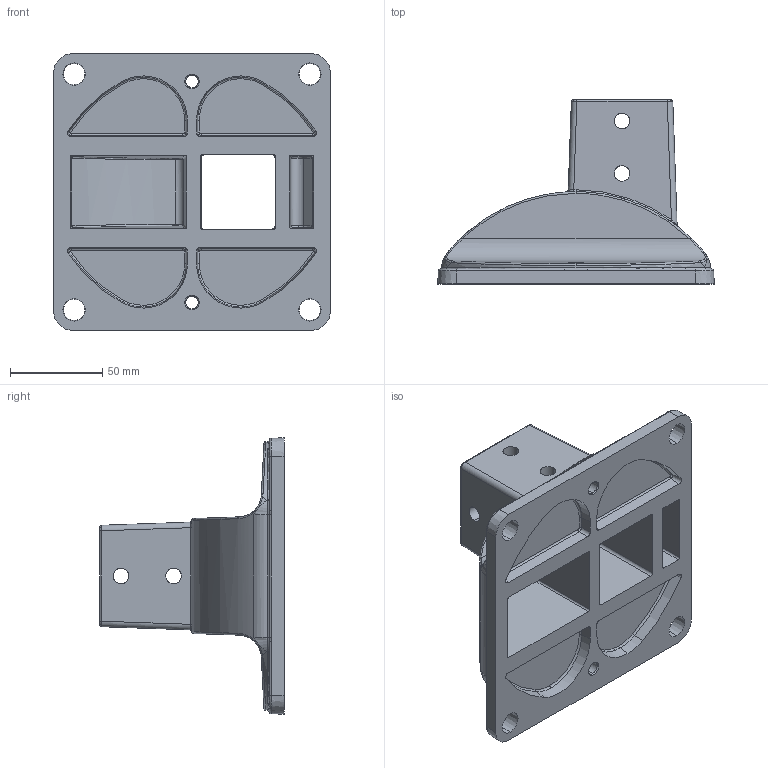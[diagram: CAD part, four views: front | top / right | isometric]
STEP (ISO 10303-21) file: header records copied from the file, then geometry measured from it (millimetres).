
FILE_DESCRIPTION(/* description */ (''),/* implementation_level */ '2;1');
FILE_NAME(/* name */ '22674_Kritec_Pfostenkonsole_40x40.stp',/* time_stamp */ '2015-04-08T12:03:35+02:00',/* author */ ('kostic'),/* organization */ (''),/* preprocessor_version */ 'ST-DEVELOPER v15.2',/* originating_system */ 'Autodesk Inventor 2014',/* authorisation */ '');
FILE_SCHEMA (('CONFIG_CONTROL_DESIGN'));
Length unit declared in the file: millimetre
Products named in the file (1): 22674_Kritec_Pfostenkonsole_40x40
Bounding box: 150 x 100 x 150 mm (x, y, z)
Volume: 378765.3 mm3; surface area: 96844.2 mm2
Topology: 1 solids, 1 shells, 264 faces, 636 edges, 381 vertices
Faces by surface type: bspline 82, cylinder 77, plane 52, cone 32, torus 17, sphere 4
Entity records: 10404 total; most frequent: CARTESIAN_POINT 4633, ORIENTED_EDGE 1272, DIRECTION 1000, EDGE_CURVE 636, AXIS2_PLACEMENT_3D 398, VERTEX_POINT 381, EDGE_LOOP 301, STYLED_ITEM 265
